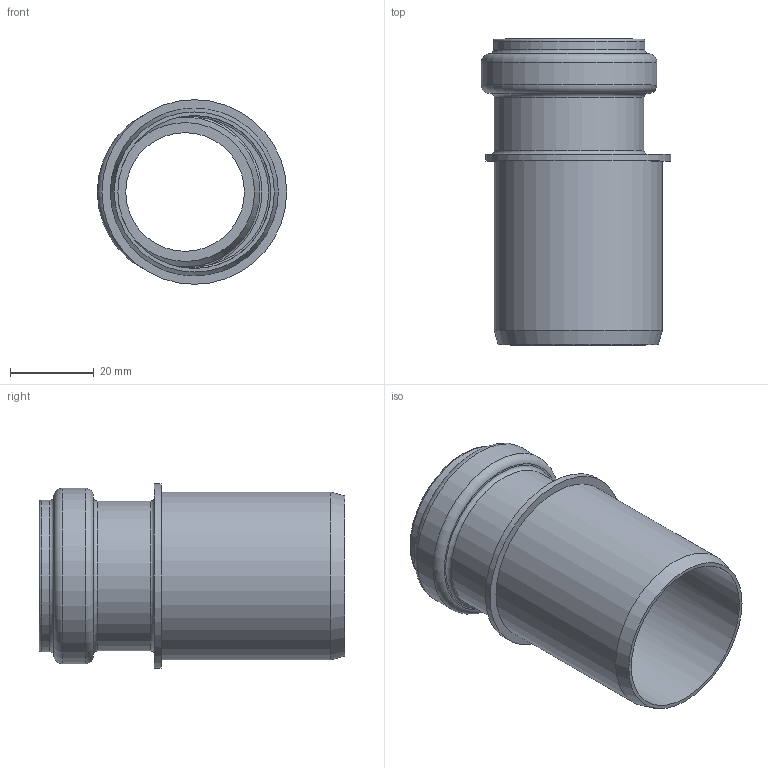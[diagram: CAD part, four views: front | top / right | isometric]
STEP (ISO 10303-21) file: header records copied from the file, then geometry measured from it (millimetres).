
FILE_DESCRIPTION(/* description */ (''),/* implementation_level */ '2;1');
FILE_NAME(/* name */ '171710 HTsafeR DN_OD 40_32.stp',/* time_stamp */ '2022-04-20T10:04:46+02:00',/* author */ ('LWM'),/* organization */ (''),/* preprocessor_version */ 'ST-DEVELOPER v18',/* originating_system */ 'Autodesk Inventor 2020',/* authorisation */ '');
FILE_SCHEMA (('AUTOMOTIVE_DESIGN { 1 0 10303 214 3 1 1 }'));
Length unit declared in the file: millimetre
Products named in the file (1): 111710 HTR DN_OD 40_32
Bounding box: 45.3 x 73.2 x 44.2 mm (x, y, z)
Volume: 18129.9 mm3; surface area: 20948.5 mm2
Topology: 1 solids, 1 shells, 40 faces, 128 edges, 95 vertices
Faces by surface type: torus 13, cylinder 12, plane 8, cone 7
Full cylindrical faces by diameter (mm): 28.4 x1, 32.6 x1, 33 x2, 35.8 x1, 36.2 x1, 36.6 x1, 38.8 x1, 40.2 x1, 42 x1, 44.2 x1
Entity records: 1624 total; most frequent: CARTESIAN_POINT 322, DIRECTION 311, ORIENTED_EDGE 256, AXIS2_PLACEMENT_3D 146, EDGE_CURVE 128, CIRCLE 105, VERTEX_POINT 95, EDGE_LOOP 47
